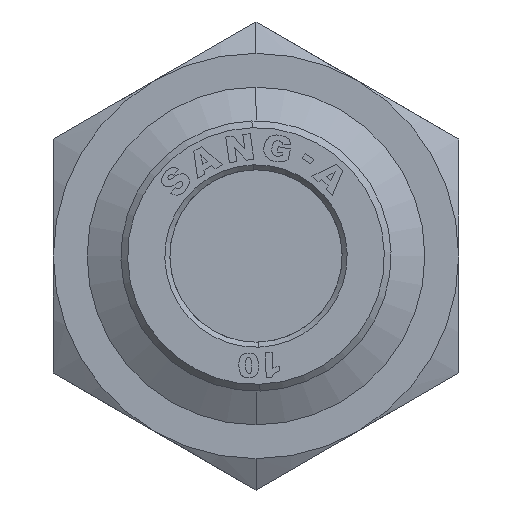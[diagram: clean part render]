
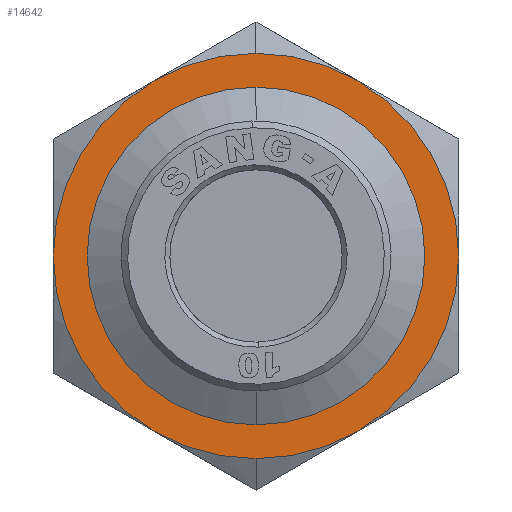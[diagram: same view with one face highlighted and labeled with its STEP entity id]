
A CAD part, left-side view. The second image highlights one B-rep face of the part: STEP entity #14642.
In plain terms, the highlighted face is planar.
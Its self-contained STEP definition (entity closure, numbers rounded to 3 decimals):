
#323=CARTESIAN_POINT('',(-10.,0.,-14.7));
#324=VERTEX_POINT('',#323);
#340=CARTESIAN_POINT('',(10.,0.,-14.7));
#341=VERTEX_POINT('',#340);
#348=CARTESIAN_POINT('',(0.,0.,-14.7));
#349=DIRECTION('',(0.0,0.0,-1.0));
#350=DIRECTION('',(-1.0,0.0,0.0));
#351=AXIS2_PLACEMENT_3D('',#348,#349,#350);
#352=CIRCLE('',#351,10.);
#353=EDGE_CURVE('',#341,#324,#352,.T.);
#839=CARTESIAN_POINT('',(12.,0.,-14.7));
#840=VERTEX_POINT('',#839);
#847=CARTESIAN_POINT('',(10.392,-6.0,-14.7));
#848=VERTEX_POINT('',#847);
#862=CARTESIAN_POINT('',(0.0,0.0,-14.7));
#863=DIRECTION('',(0.0,0.0,-1.0));
#864=DIRECTION('',(1.0,0.0,0.0));
#865=AXIS2_PLACEMENT_3D('',#862,#863,#864);
#866=CIRCLE('',#865,12.);
#867=EDGE_CURVE('',#840,#848,#866,.T.);
#877=CARTESIAN_POINT('',(-12.,0.,-14.7));
#878=VERTEX_POINT('',#877);
#887=CARTESIAN_POINT('',(-10.392,-6.,-14.7));
#888=VERTEX_POINT('',#887);
#889=CARTESIAN_POINT('',(0.0,0.0,-14.7));
#890=DIRECTION('',(0.0,0.0,-1.0));
#891=DIRECTION('',(1.0,0.0,0.0));
#892=AXIS2_PLACEMENT_3D('',#889,#890,#891);
#893=CIRCLE('',#892,12.);
#894=EDGE_CURVE('',#888,#878,#893,.T.);
#14573=CARTESIAN_POINT('',(0.0,0.,-14.7));
#14574=DIRECTION('',(0.0,0.0,1.0));
#14575=DIRECTION('',(-1.0,0.0,0.0));
#14576=AXIS2_PLACEMENT_3D('',#14573,#14574,#14575);
#14577=PLANE('',#14576);
#14578=CARTESIAN_POINT('',(-10.392,6.,-14.7));
#14579=VERTEX_POINT('',#14578);
#14580=CARTESIAN_POINT('',(0.,12.,-14.7));
#14581=VERTEX_POINT('',#14580);
#14582=CARTESIAN_POINT('',(0.0,0.0,-14.7));
#14583=DIRECTION('',(0.0,0.0,-1.0));
#14584=DIRECTION('',(1.0,0.0,0.0));
#14585=AXIS2_PLACEMENT_3D('',#14582,#14583,#14584);
#14586=CIRCLE('',#14585,12.);
#14587=EDGE_CURVE('',#14579,#14581,#14586,.T.);
#14588=ORIENTED_EDGE('',*,*,#14587,.T.);
#14589=CARTESIAN_POINT('',(10.392,6.,-14.7));
#14590=VERTEX_POINT('',#14589);
#14591=CARTESIAN_POINT('',(0.0,0.0,-14.7));
#14592=DIRECTION('',(0.0,0.0,-1.0));
#14593=DIRECTION('',(1.0,0.0,0.0));
#14594=AXIS2_PLACEMENT_3D('',#14591,#14592,#14593);
#14595=CIRCLE('',#14594,12.);
#14596=EDGE_CURVE('',#14581,#14590,#14595,.T.);
#14597=ORIENTED_EDGE('',*,*,#14596,.T.);
#14598=CARTESIAN_POINT('',(0.0,0.0,-14.7));
#14599=DIRECTION('',(0.0,0.0,-1.0));
#14600=DIRECTION('',(1.0,0.0,0.0));
#14601=AXIS2_PLACEMENT_3D('',#14598,#14599,#14600);
#14602=CIRCLE('',#14601,12.);
#14603=EDGE_CURVE('',#14590,#840,#14602,.T.);
#14604=ORIENTED_EDGE('',*,*,#14603,.T.);
#14605=ORIENTED_EDGE('',*,*,#867,.T.);
#14606=CARTESIAN_POINT('',(0.,-12.,-14.7));
#14607=VERTEX_POINT('',#14606);
#14608=CARTESIAN_POINT('',(0.0,0.0,-14.7));
#14609=DIRECTION('',(0.0,0.0,-1.0));
#14610=DIRECTION('',(1.0,0.0,0.0));
#14611=AXIS2_PLACEMENT_3D('',#14608,#14609,#14610);
#14612=CIRCLE('',#14611,12.);
#14613=EDGE_CURVE('',#848,#14607,#14612,.T.);
#14614=ORIENTED_EDGE('',*,*,#14613,.T.);
#14615=CARTESIAN_POINT('',(0.0,0.0,-14.7));
#14616=DIRECTION('',(0.0,0.0,-1.0));
#14617=DIRECTION('',(1.0,0.0,0.0));
#14618=AXIS2_PLACEMENT_3D('',#14615,#14616,#14617);
#14619=CIRCLE('',#14618,12.);
#14620=EDGE_CURVE('',#14607,#888,#14619,.T.);
#14621=ORIENTED_EDGE('',*,*,#14620,.T.);
#14622=ORIENTED_EDGE('',*,*,#894,.T.);
#14623=CARTESIAN_POINT('',(0.0,0.0,-14.7));
#14624=DIRECTION('',(0.0,0.0,-1.0));
#14625=DIRECTION('',(1.0,0.0,0.0));
#14626=AXIS2_PLACEMENT_3D('',#14623,#14624,#14625);
#14627=CIRCLE('',#14626,12.);
#14628=EDGE_CURVE('',#878,#14579,#14627,.T.);
#14629=ORIENTED_EDGE('',*,*,#14628,.T.);
#14630=EDGE_LOOP('',(#14588,#14597,#14604,#14605,#14614,#14621,#14622,#14629));
#14631=FACE_OUTER_BOUND('',#14630,.T.);
#14632=ORIENTED_EDGE('',*,*,#353,.F.);
#14633=CARTESIAN_POINT('',(0.,0.,-14.7));
#14634=DIRECTION('',(0.0,0.0,-1.0));
#14635=DIRECTION('',(-1.0,0.0,0.0));
#14636=AXIS2_PLACEMENT_3D('',#14633,#14634,#14635);
#14637=CIRCLE('',#14636,10.);
#14638=EDGE_CURVE('',#324,#341,#14637,.T.);
#14639=ORIENTED_EDGE('',*,*,#14638,.F.);
#14640=EDGE_LOOP('',(#14632,#14639));
#14641=FACE_BOUND('',#14640,.T.);
#14642=ADVANCED_FACE('',(#14631,#14641),#14577,.F.);
